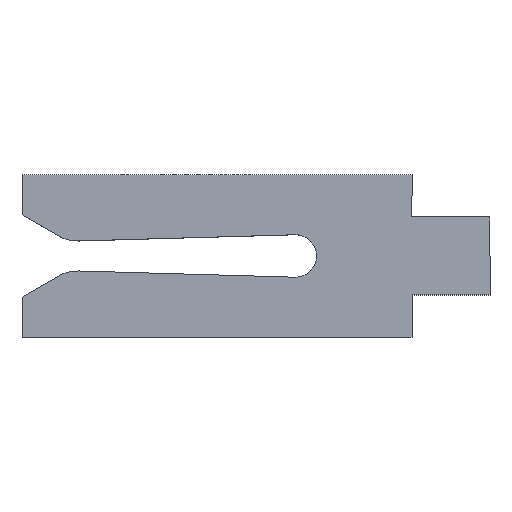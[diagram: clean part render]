
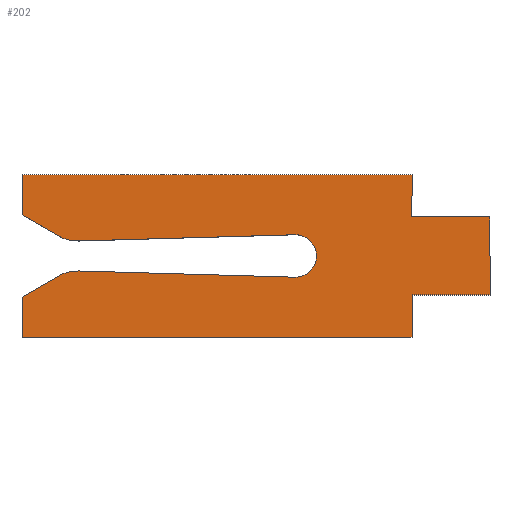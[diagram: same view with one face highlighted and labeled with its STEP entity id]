
A CAD part, top view. The second image highlights one B-rep face of the part: STEP entity #202.
In plain terms, the highlighted planar face has unit normal (0, 0, 1).
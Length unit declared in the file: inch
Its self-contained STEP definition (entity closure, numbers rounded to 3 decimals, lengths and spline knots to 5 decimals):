
#1 = LINE ( 'NONE', #59, #439 ) ;
#6 = LINE ( 'NONE', #491, #268 ) ;
#19 = LINE ( 'NONE', #355, #263 ) ;
#25 = VERTEX_POINT ( 'NONE', #486 ) ;
#34 = VECTOR ( 'NONE', #114, 39.37008 ) ;
#52 = DIRECTION ( 'NONE',  ( -1., 0., 0. ) ) ;
#55 = CARTESIAN_POINT ( 'NONE',  ( 0.187, -0.0625, 0.058 ) ) ;
#59 = CARTESIAN_POINT ( 'NONE',  ( -0.438, -0.13, 0.058 ) ) ;
#72 = CARTESIAN_POINT ( 'NONE',  ( -0.438, 0.06578, 0.058 ) ) ;
#73 = VERTEX_POINT ( 'NONE', #395 ) ;
#87 = ORIENTED_EDGE ( 'NONE', *, *, #629, .T. ) ;
#89 = VERTEX_POINT ( 'NONE', #162 ) ;
#92 = CARTESIAN_POINT ( 'NONE',  ( -0.438, 0.13, 0.058 ) ) ;
#94 = CARTESIAN_POINT ( 'NONE',  ( -0.34724, -0.02403, 0.058 ) ) ;
#99 = ORIENTED_EDGE ( 'NONE', *, *, #501, .T. ) ;
#114 = DIRECTION ( 'NONE',  ( 0.866, -0.5, 0. ) ) ;
#116 = ORIENTED_EDGE ( 'NONE', *, *, #615, .T. ) ;
#123 = LINE ( 'NONE', #94, #632 ) ;
#129 = ORIENTED_EDGE ( 'NONE', *, *, #474, .T. ) ;
#132 = CARTESIAN_POINT ( 'NONE',  ( 0.187, -0.13, 0.058 ) ) ;
#133 = AXIS2_PLACEMENT_3D ( 'NONE', #489, #196, #544 ) ;
#139 = LINE ( 'NONE', #92, #374 ) ;
#151 = VERTEX_POINT ( 'NONE', #537 ) ;
#153 = VECTOR ( 'NONE', #454, 39.37008 ) ;
#155 = CIRCLE ( 'NONE', #133, 0.062 ) ;
#157 = ORIENTED_EDGE ( 'NONE', *, *, #538, .T. ) ;
#160 = ORIENTED_EDGE ( 'NONE', *, *, #535, .T. ) ;
#162 = CARTESIAN_POINT ( 'NONE',  ( 0.312, -0.0625, 0.058 ) ) ;
#164 = DIRECTION ( 'NONE',  ( 0., 1., 0. ) ) ;
#166 = CARTESIAN_POINT ( 'NONE',  ( -0.438, -0.06578, 0.058 ) ) ;
#171 = LINE ( 'NONE', #401, #34 ) ;
#177 = CARTESIAN_POINT ( 'NONE',  ( -0.34724, -0.02403, 0.058 ) ) ;
#178 = DIRECTION ( 'NONE',  ( 0., 1., 0. ) ) ;
#195 = ORIENTED_EDGE ( 'NONE', *, *, #480, .T. ) ;
#196 = DIRECTION ( 'NONE',  ( 0., 0., 1. ) ) ;
#198 = CARTESIAN_POINT ( 'NONE',  ( 0.187, -0.0625, 0.058 ) ) ;
#200 = DIRECTION ( 'NONE',  ( 0., -1., 0. ) ) ;
#202 = ADVANCED_FACE ( 'NONE', ( #325 ), #213, .F. ) ;
#205 = DIRECTION ( 'NONE',  ( -1., 0., 0. ) ) ;
#207 = VERTEX_POINT ( 'NONE', #569 ) ;
#211 = VERTEX_POINT ( 'NONE', #72 ) ;
#213 = PLANE ( 'NONE',  #344 ) ;
#217 = CIRCLE ( 'NONE', #230, 0.034 ) ;
#223 = CARTESIAN_POINT ( 'NONE',  ( -0.38002, -0.03231, 0.058 ) ) ;
#225 = VERTEX_POINT ( 'NONE', #177 ) ;
#227 = CARTESIAN_POINT ( 'NONE',  ( -0.34902, -0.086, 0.058 ) ) ;
#230 = AXIS2_PLACEMENT_3D ( 'NONE', #279, #617, #322 ) ;
#239 = CARTESIAN_POINT ( 'NONE',  ( 0.312, 0.0625, 0.058 ) ) ;
#240 = ORIENTED_EDGE ( 'NONE', *, *, #621, .T. ) ;
#246 = LINE ( 'NONE', #471, #465 ) ;
#249 = ORIENTED_EDGE ( 'NONE', *, *, #604, .T. ) ;
#251 = AXIS2_PLACEMENT_3D ( 'NONE', #253, #600, #308 ) ;
#253 = CARTESIAN_POINT ( 'NONE',  ( -0.34902, 0.086, 0.058 ) ) ;
#257 = DIRECTION ( 'NONE',  ( 1., 0., 0. ) ) ;
#259 = VERTEX_POINT ( 'NONE', #523 ) ;
#263 = VECTOR ( 'NONE', #608, 39.37008 ) ;
#267 = VERTEX_POINT ( 'NONE', #294 ) ;
#268 = VECTOR ( 'NONE', #200, 39.37008 ) ;
#279 = CARTESIAN_POINT ( 'NONE',  ( 0., 0., 0.058 ) ) ;
#284 = LINE ( 'NONE', #55, #153 ) ;
#287 = DIRECTION ( 'NONE',  ( -1., 0., 0. ) ) ;
#294 = CARTESIAN_POINT ( 'NONE',  ( -0.438, 0.13, 0.058 ) ) ;
#300 = VECTOR ( 'NONE', #416, 39.37008 ) ;
#304 = DIRECTION ( 'NONE',  ( -1., 0.029, 0. ) ) ;
#308 = DIRECTION ( 'NONE',  ( 1., 0., 0. ) ) ;
#322 = DIRECTION ( 'NONE',  ( -1., 0., 0. ) ) ;
#325 = FACE_OUTER_BOUND ( 'NONE', #409, .T. ) ;
#334 = ORIENTED_EDGE ( 'NONE', *, *, #445, .T. ) ;
#339 = ORIENTED_EDGE ( 'NONE', *, *, #432, .T. ) ;
#344 = AXIS2_PLACEMENT_3D ( 'NONE', #227, #579, #287 ) ;
#350 = CARTESIAN_POINT ( 'NONE',  ( 0.312, 0.0625, 0.058 ) ) ;
#355 = CARTESIAN_POINT ( 'NONE',  ( -0.34724, 0.02403, 0.058 ) ) ;
#363 = CARTESIAN_POINT ( 'NONE',  ( -0.38002, -0.03231, 0.058 ) ) ;
#364 = CARTESIAN_POINT ( 'NONE',  ( -0.00098, 0.03399, 0.058 ) ) ;
#366 = VERTEX_POINT ( 'NONE', #239 ) ;
#368 = LINE ( 'NONE', #350, #627 ) ;
#373 = VERTEX_POINT ( 'NONE', #223 ) ;
#374 = VECTOR ( 'NONE', #205, 39.37008 ) ;
#385 = ORIENTED_EDGE ( 'NONE', *, *, #453, .T. ) ;
#387 = VECTOR ( 'NONE', #558, 39.37008 ) ;
#391 = ORIENTED_EDGE ( 'NONE', *, *, #417, .T. ) ;
#394 = VECTOR ( 'NONE', #52, 39.37008 ) ;
#395 = CARTESIAN_POINT ( 'NONE',  ( -0.34724, 0.02403, 0.058 ) ) ;
#397 = VERTEX_POINT ( 'NONE', #364 ) ;
#399 = ORIENTED_EDGE ( 'NONE', *, *, #423, .T. ) ;
#401 = CARTESIAN_POINT ( 'NONE',  ( -0.438, 0.06578, 0.058 ) ) ;
#407 = DIRECTION ( 'NONE',  ( 0., -1., 0. ) ) ;
#409 = EDGE_LOOP ( 'NONE', ( #249, #157, #129, #334, #399, #391, #339, #87, #541, #240, #116, #385, #99, #195, #160, #598 ) ) ;
#413 = VERTEX_POINT ( 'NONE', #132 ) ;
#416 = DIRECTION ( 'NONE',  ( -0.866, -0.5, 0. ) ) ;
#417 = EDGE_CURVE ( 'NONE', #573, #89, #284, .T. ) ;
#423 = EDGE_CURVE ( 'NONE', #413, #573, #532, .T. ) ;
#432 = EDGE_CURVE ( 'NONE', #89, #366, #368, .T. ) ;
#436 = CARTESIAN_POINT ( 'NONE',  ( 0.187, 0.0625, 0.058 ) ) ;
#439 = VECTOR ( 'NONE', #257, 39.37008 ) ;
#445 = EDGE_CURVE ( 'NONE', #597, #413, #1, .T. ) ;
#453 = EDGE_CURVE ( 'NONE', #211, #548, #171, .T. ) ;
#454 = DIRECTION ( 'NONE',  ( 1., 0., 0. ) ) ;
#465 = VECTOR ( 'NONE', #178, 39.37008 ) ;
#471 = CARTESIAN_POINT ( 'NONE',  ( 0.187, 0.13, 0.058 ) ) ;
#474 = EDGE_CURVE ( 'NONE', #207, #597, #550, .T. ) ;
#480 = EDGE_CURVE ( 'NONE', #73, #397, #19, .T. ) ;
#486 = CARTESIAN_POINT ( 'NONE',  ( 0.187, 0.13, 0.058 ) ) ;
#489 = CARTESIAN_POINT ( 'NONE',  ( -0.34902, -0.086, 0.058 ) ) ;
#491 = CARTESIAN_POINT ( 'NONE',  ( -0.438, 0.13, 0.058 ) ) ;
#501 = EDGE_CURVE ( 'NONE', #548, #73, #628, .T. ) ;
#522 = LINE ( 'NONE', #436, #394 ) ;
#523 = CARTESIAN_POINT ( 'NONE',  ( -0.00098, -0.03399, 0.058 ) ) ;
#527 = CARTESIAN_POINT ( 'NONE',  ( -0.38002, 0.03231, 0.058 ) ) ;
#531 = CARTESIAN_POINT ( 'NONE',  ( 0.187, -0.0625, 0.058 ) ) ;
#532 = LINE ( 'NONE', #198, #387 ) ;
#533 = VECTOR ( 'NONE', #407, 39.37008 ) ;
#535 = EDGE_CURVE ( 'NONE', #397, #259, #217, .T. ) ;
#536 = EDGE_CURVE ( 'NONE', #151, #25, #246, .T. ) ;
#537 = CARTESIAN_POINT ( 'NONE',  ( 0.187, 0.0625, 0.058 ) ) ;
#538 = EDGE_CURVE ( 'NONE', #373, #207, #596, .T. ) ;
#541 = ORIENTED_EDGE ( 'NONE', *, *, #536, .T. ) ;
#544 = DIRECTION ( 'NONE',  ( -1., 0., 0. ) ) ;
#548 = VERTEX_POINT ( 'NONE', #527 ) ;
#550 = LINE ( 'NONE', #166, #533 ) ;
#558 = DIRECTION ( 'NONE',  ( 0., 1., 0. ) ) ;
#569 = CARTESIAN_POINT ( 'NONE',  ( -0.438, -0.06578, 0.058 ) ) ;
#573 = VERTEX_POINT ( 'NONE', #531 ) ;
#579 = DIRECTION ( 'NONE',  ( 0., 0., -1. ) ) ;
#596 = LINE ( 'NONE', #363, #300 ) ;
#597 = VERTEX_POINT ( 'NONE', #633 ) ;
#598 = ORIENTED_EDGE ( 'NONE', *, *, #625, .T. ) ;
#600 = DIRECTION ( 'NONE',  ( 0., 0., 1. ) ) ;
#604 = EDGE_CURVE ( 'NONE', #225, #373, #155, .T. ) ;
#608 = DIRECTION ( 'NONE',  ( 1., 0.029, 0. ) ) ;
#615 = EDGE_CURVE ( 'NONE', #267, #211, #6, .T. ) ;
#617 = DIRECTION ( 'NONE',  ( 0., 0., -1. ) ) ;
#621 = EDGE_CURVE ( 'NONE', #25, #267, #139, .T. ) ;
#625 = EDGE_CURVE ( 'NONE', #259, #225, #123, .T. ) ;
#627 = VECTOR ( 'NONE', #164, 39.37008 ) ;
#628 = CIRCLE ( 'NONE', #251, 0.062 ) ;
#629 = EDGE_CURVE ( 'NONE', #366, #151, #522, .T. ) ;
#632 = VECTOR ( 'NONE', #304, 39.37008 ) ;
#633 = CARTESIAN_POINT ( 'NONE',  ( -0.438, -0.13, 0.058 ) ) ;
